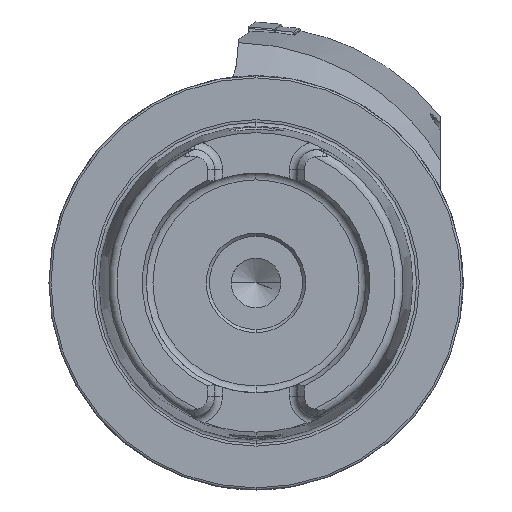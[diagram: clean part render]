
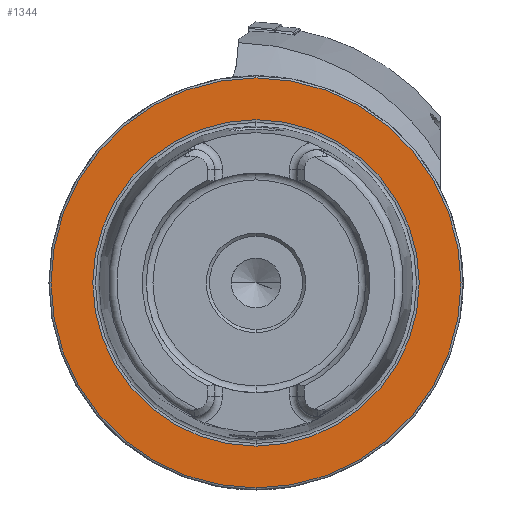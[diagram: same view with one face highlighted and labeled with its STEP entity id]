
A CAD part, left-side view. The second image highlights one B-rep face of the part: STEP entity #1344.
In plain terms, the highlighted planar face has unit normal (-1, 0, 0).
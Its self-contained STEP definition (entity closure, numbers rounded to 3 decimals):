
#78 = CARTESIAN_POINT ( 'NONE',  ( 0., 0., 0. ) ) ;
#79 = DIRECTION ( 'NONE',  ( -1., 0., 0. ) ) ;
#80 = DIRECTION ( 'NONE',  ( 0., 0., 1. ) ) ;
#989 = CARTESIAN_POINT ( 'NONE',  ( 0., 0., 0. ) ) ;
#990 = DIRECTION ( 'NONE',  ( -1., 0., 0. ) ) ;
#991 = DIRECTION ( 'NONE',  ( 0., 0., 1. ) ) ;
#992 = CARTESIAN_POINT ( 'NONE',  ( 0., 0., 0. ) ) ;
#993 = DIRECTION ( 'NONE',  ( -1., 0., 0. ) ) ;
#994 = DIRECTION ( 'NONE',  ( 0., 0., 1. ) ) ;
#1344 = ADVANCED_FACE ( 'NONE', ( #12395, #12402 ), #3104, .F. ) ;
#1649 = AXIS2_PLACEMENT_3D ( 'NONE', #989, #990, #991 ) ;
#1650 = AXIS2_PLACEMENT_3D ( 'NONE', #992, #993, #994 ) ;
#2051 = AXIS2_PLACEMENT_3D ( 'NONE', #3101, #3106, #3107 ) ;
#3101 = CARTESIAN_POINT ( 'NONE',  ( 0., 49.5, 0. ) ) ;
#3104 = PLANE ( 'NONE',  #2051 ) ;
#3106 = DIRECTION ( 'NONE',  ( 1., 0., 0. ) ) ;
#3107 = DIRECTION ( 'NONE',  ( 0., 0., -1. ) ) ;
#3874 = CIRCLE ( 'NONE', #3991, 39.405 ) ;
#3991 = AXIS2_PLACEMENT_3D ( 'NONE', #78, #79, #80 ) ;
#4016 = AXIS2_PLACEMENT_3D ( 'NONE', #12192, #12193, #12194 ) ;
#5408 = EDGE_LOOP ( 'NONE', ( #8669, #8670 ) ) ;
#5433 = EDGE_LOOP ( 'NONE', ( #8671, #8672 ) ) ;
#5558 = EDGE_CURVE ( 'NONE', #12261, #12351, #3874, .T. ) ;
#5633 = EDGE_CURVE ( 'NONE', #6600, #12346, #8788, .T. ) ;
#6600 = VERTEX_POINT ( 'NONE', #7910 ) ;
#7084 = CARTESIAN_POINT ( 'NONE',  ( 0., 0., -39.405 ) ) ;
#7179 = CARTESIAN_POINT ( 'NONE',  ( 0., 0., -49.5 ) ) ;
#7184 = CARTESIAN_POINT ( 'NONE',  ( 0., 0., 39.405 ) ) ;
#7862 = CIRCLE ( 'NONE', #1649, 39.405 ) ;
#7863 = CIRCLE ( 'NONE', #1650, 49.5 ) ;
#7910 = CARTESIAN_POINT ( 'NONE',  ( 0., 0., 49.5 ) ) ;
#8669 = ORIENTED_EDGE ( 'NONE', *, *, #9543, .F. ) ;
#8670 = ORIENTED_EDGE ( 'NONE', *, *, #5558, .F. ) ;
#8671 = ORIENTED_EDGE ( 'NONE', *, *, #5633, .T. ) ;
#8672 = ORIENTED_EDGE ( 'NONE', *, *, #9544, .T. ) ;
#8788 = CIRCLE ( 'NONE', #4016, 49.5 ) ;
#9543 = EDGE_CURVE ( 'NONE', #12351, #12261, #7862, .T. ) ;
#9544 = EDGE_CURVE ( 'NONE', #12346, #6600, #7863, .T. ) ;
#12192 = CARTESIAN_POINT ( 'NONE',  ( 0., 0., 0. ) ) ;
#12193 = DIRECTION ( 'NONE',  ( -1., 0., 0. ) ) ;
#12194 = DIRECTION ( 'NONE',  ( 0., 0., 1. ) ) ;
#12261 = VERTEX_POINT ( 'NONE', #7084 ) ;
#12346 = VERTEX_POINT ( 'NONE', #7179 ) ;
#12351 = VERTEX_POINT ( 'NONE', #7184 ) ;
#12395 = FACE_BOUND ( 'NONE', #5408, .T. ) ;
#12402 = FACE_OUTER_BOUND ( 'NONE', #5433, .T. ) ;
